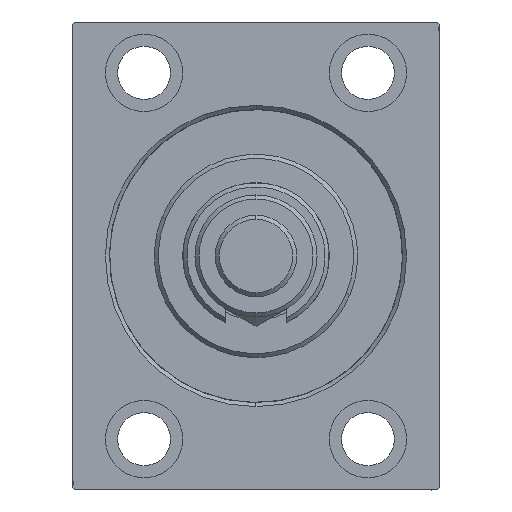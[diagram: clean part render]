
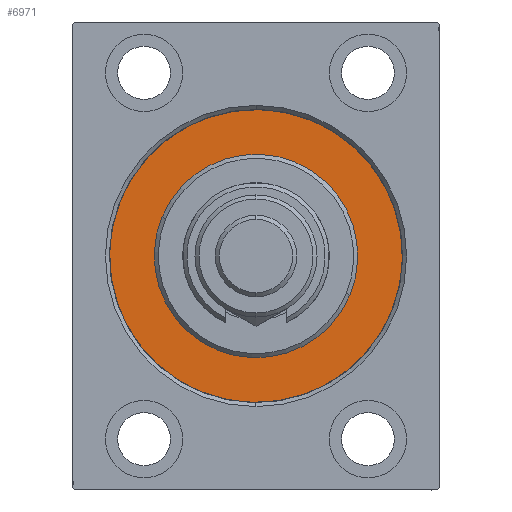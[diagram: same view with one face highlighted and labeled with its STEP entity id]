
A CAD part, left-side view. The second image highlights one B-rep face of the part: STEP entity #6971.
In plain terms, the highlighted face is planar.
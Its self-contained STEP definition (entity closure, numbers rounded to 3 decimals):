
#228 = CIRCLE ( 'NONE', #16274, 25. ) ;
#3539 = FACE_OUTER_BOUND ( 'NONE', #34082, .T. ) ;
#3545 = EDGE_CURVE ( 'NONE', #26290, #11371, #28824, .T. ) ;
#3924 = DIRECTION ( 'NONE',  ( 0., 0., -1. ) ) ;
#4584 = AXIS2_PLACEMENT_3D ( 'NONE', #46558, #42964, #35767 ) ;
#6971 = ADVANCED_FACE ( 'NONE', ( #11404, #3539 ), #40374, .F. ) ;
#7748 = ORIENTED_EDGE ( 'NONE', *, *, #38084, .F. ) ;
#10742 = CIRCLE ( 'NONE', #37500, 25. ) ;
#10940 = ORIENTED_EDGE ( 'NONE', *, *, #27643, .F. ) ;
#11371 = VERTEX_POINT ( 'NONE', #42747 ) ;
#11404 = FACE_BOUND ( 'NONE', #34565, .T. ) ;
#14663 = ORIENTED_EDGE ( 'NONE', *, *, #3545, .F. ) ;
#15632 = CARTESIAN_POINT ( 'NONE',  ( 0., 0., 0. ) ) ;
#16274 = AXIS2_PLACEMENT_3D ( 'NONE', #15632, #36943, #3924 ) ;
#20990 = DIRECTION ( 'NONE',  ( -1., 0., 0. ) ) ;
#21708 = DIRECTION ( 'NONE',  ( 0., 0., 1. ) ) ;
#22523 = CARTESIAN_POINT ( 'NONE',  ( 0., 0., 0. ) ) ;
#24822 = CARTESIAN_POINT ( 'NONE',  ( 0., 0., 0. ) ) ;
#25769 = CARTESIAN_POINT ( 'NONE',  ( 0., 0., 0. ) ) ;
#25791 = EDGE_CURVE ( 'NONE', #11371, #26290, #39763, .T. ) ;
#25853 = AXIS2_PLACEMENT_3D ( 'NONE', #25769, #37018, #21708 ) ;
#26290 = VERTEX_POINT ( 'NONE', #37108 ) ;
#27643 = EDGE_CURVE ( 'NONE', #40211, #34153, #10742, .T. ) ;
#28824 = CIRCLE ( 'NONE', #29567, 36. ) ;
#29130 = ORIENTED_EDGE ( 'NONE', *, *, #25791, .F. ) ;
#29567 = AXIS2_PLACEMENT_3D ( 'NONE', #24822, #20990, #35596 ) ;
#33788 = DIRECTION ( 'NONE',  ( 1., 0., 0. ) ) ;
#34082 = EDGE_LOOP ( 'NONE', ( #14663, #29130 ) ) ;
#34153 = VERTEX_POINT ( 'NONE', #45104 ) ;
#34565 = EDGE_LOOP ( 'NONE', ( #10940, #7748 ) ) ;
#35596 = DIRECTION ( 'NONE',  ( 0., 0., 1. ) ) ;
#35767 = DIRECTION ( 'NONE',  ( 0., 0., 1. ) ) ;
#36943 = DIRECTION ( 'NONE',  ( 1., 0., 0. ) ) ;
#37018 = DIRECTION ( 'NONE',  ( -1., 0., 0. ) ) ;
#37108 = CARTESIAN_POINT ( 'NONE',  ( 0., 0., -36. ) ) ;
#37500 = AXIS2_PLACEMENT_3D ( 'NONE', #22523, #33788, #41206 ) ;
#38084 = EDGE_CURVE ( 'NONE', #34153, #40211, #228, .T. ) ;
#39763 = CIRCLE ( 'NONE', #4584, 36. ) ;
#40211 = VERTEX_POINT ( 'NONE', #43943 ) ;
#40374 = PLANE ( 'NONE',  #25853 ) ;
#41206 = DIRECTION ( 'NONE',  ( 0., 0., -1. ) ) ;
#42747 = CARTESIAN_POINT ( 'NONE',  ( 0., 0., 36. ) ) ;
#42964 = DIRECTION ( 'NONE',  ( -1., 0., 0. ) ) ;
#43943 = CARTESIAN_POINT ( 'NONE',  ( 0., 0., 25. ) ) ;
#45104 = CARTESIAN_POINT ( 'NONE',  ( 0., 0., -25. ) ) ;
#46558 = CARTESIAN_POINT ( 'NONE',  ( 0., 0., 0. ) ) ;
